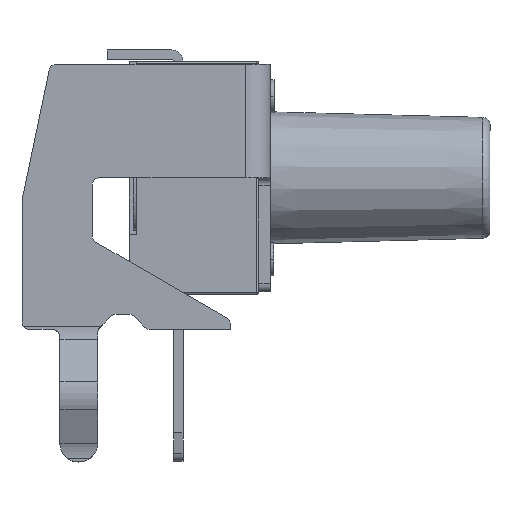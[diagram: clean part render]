
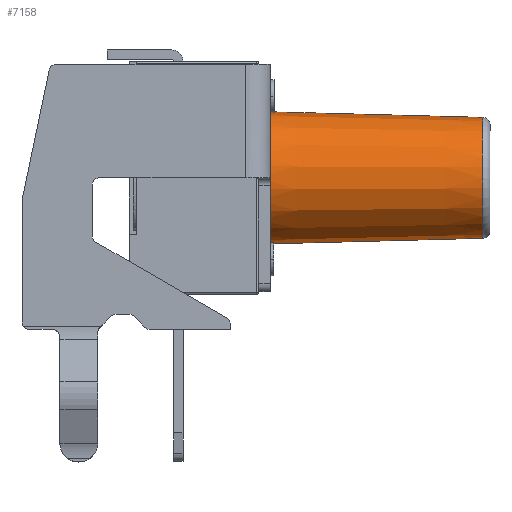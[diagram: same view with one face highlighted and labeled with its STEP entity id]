
A CAD part, left-side view. The second image highlights one B-rep face of the part: STEP entity #7158.
In plain terms, the highlighted conical face has half-angle 1.5 degrees and reference radius 1.75 mm.
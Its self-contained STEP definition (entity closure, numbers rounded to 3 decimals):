
#62 = DIRECTION ( 'NONE',  ( 0., 0., 1. ) ) ;
#1694 = LINE ( 'NONE', #15741, #10593 ) ;
#1798 = CARTESIAN_POINT ( 'NONE',  ( 0., -8.155, 5.595 ) ) ;
#1827 = DIRECTION ( 'NONE',  ( 0., 0., -1. ) ) ;
#2419 = LINE ( 'NONE', #13270, #11330 ) ;
#3015 = CIRCLE ( 'NONE', #3383, 1.595 ) ;
#3383 = AXIS2_PLACEMENT_3D ( 'NONE', #14329, #17964, #1827 ) ;
#3849 = ORIENTED_EDGE ( 'NONE', *, *, #4068, .F. ) ;
#4068 = EDGE_CURVE ( 'NONE', #15949, #10895, #1694, .T. ) ;
#4506 = CIRCLE ( 'NONE', #19850, 1.75 ) ;
#4544 = AXIS2_PLACEMENT_3D ( 'NONE', #18128, #22505, #7946 ) ;
#6463 = EDGE_CURVE ( 'NONE', #15949, #13797, #3015, .T. ) ;
#6502 = ORIENTED_EDGE ( 'NONE', *, *, #9785, .T. ) ;
#7158 = ADVANCED_FACE ( 'NONE', ( #16271 ), #14698, .T. ) ;
#7946 = DIRECTION ( 'NONE',  ( 0., 0., 1. ) ) ;
#8770 = ORIENTED_EDGE ( 'NONE', *, *, #14420, .F. ) ;
#9785 = EDGE_CURVE ( 'NONE', #13797, #18944, #2419, .T. ) ;
#10593 = VECTOR ( 'NONE', #15844, 1000. ) ;
#10895 = VERTEX_POINT ( 'NONE', #15340 ) ;
#11330 = VECTOR ( 'NONE', #20700, 1000. ) ;
#11886 = CARTESIAN_POINT ( 'NONE',  ( 0., -2.25, 4. ) ) ;
#12935 = ORIENTED_EDGE ( 'NONE', *, *, #6463, .T. ) ;
#12990 = CARTESIAN_POINT ( 'NONE',  ( 0., -2.25, 5.75 ) ) ;
#13270 = CARTESIAN_POINT ( 'NONE',  ( 0., -2.25, 5.75 ) ) ;
#13797 = VERTEX_POINT ( 'NONE', #1798 ) ;
#14329 = CARTESIAN_POINT ( 'NONE',  ( 0., -8.155, 4. ) ) ;
#14420 = EDGE_CURVE ( 'NONE', #10895, #18944, #4506, .T. ) ;
#14698 = CONICAL_SURFACE ( 'NONE', #4544, 1.75, 0.026 ) ;
#15340 = CARTESIAN_POINT ( 'NONE',  ( 0., -2.25, 2.25 ) ) ;
#15741 = CARTESIAN_POINT ( 'NONE',  ( 0., -2.25, 2.25 ) ) ;
#15844 = DIRECTION ( 'NONE',  ( 0., 1., -0.026 ) ) ;
#15949 = VERTEX_POINT ( 'NONE', #23129 ) ;
#16271 = FACE_OUTER_BOUND ( 'NONE', #19082, .T. ) ;
#17964 = DIRECTION ( 'NONE',  ( 0., 1., 0. ) ) ;
#18128 = CARTESIAN_POINT ( 'NONE',  ( 0., -2.25, 4. ) ) ;
#18944 = VERTEX_POINT ( 'NONE', #12990 ) ;
#19082 = EDGE_LOOP ( 'NONE', ( #3849, #12935, #6502, #8770 ) ) ;
#19850 = AXIS2_PLACEMENT_3D ( 'NONE', #11886, #22621, #62 ) ;
#20700 = DIRECTION ( 'NONE',  ( 0., 1., 0.026 ) ) ;
#22505 = DIRECTION ( 'NONE',  ( 0., 1., 0. ) ) ;
#22621 = DIRECTION ( 'NONE',  ( 0., 1., 0. ) ) ;
#23129 = CARTESIAN_POINT ( 'NONE',  ( 0., -8.155, 2.405 ) ) ;
